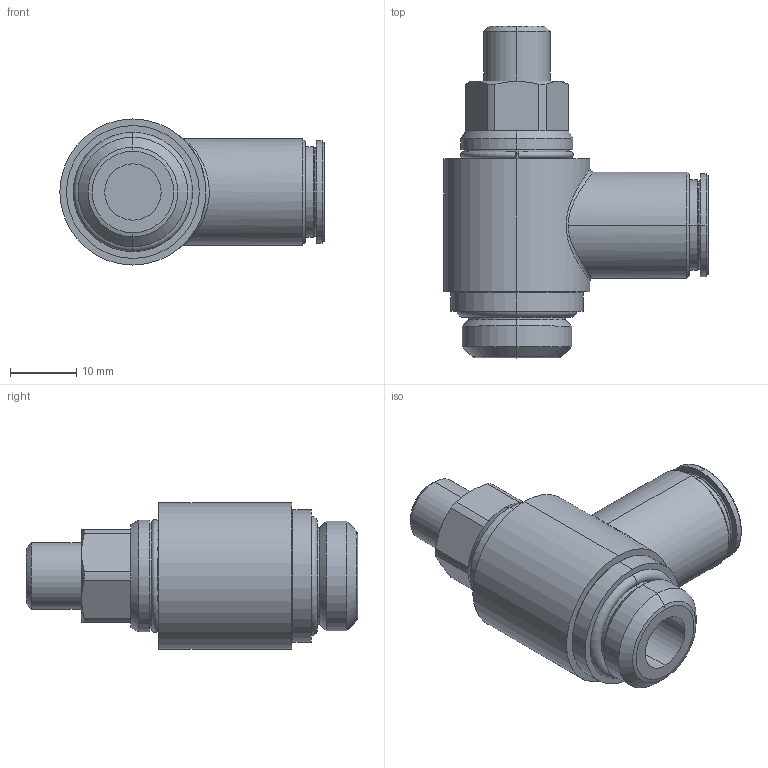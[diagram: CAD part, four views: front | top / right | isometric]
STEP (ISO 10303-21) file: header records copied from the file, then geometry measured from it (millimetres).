
FILE_DESCRIPTION (( 'STEP AP203' ), '1' );
FILE_NAME ('X4080C53.STEP', '2011-10-26T14:39:44', ( 'SP' ), ( 'sopra-pneumatic' ), 'SwSTEP 2.0', 'SolidWorks 2011', '' );
FILE_SCHEMA (( 'CONFIG_CONTROL_DESIGN' ));
Length unit declared in the file: millimetre
Products named in the file (1): X4080C53
Bounding box: 39.8 x 50 x 22 mm (x, y, z)
Volume: 14427.6 mm3; surface area: 5411.9 mm2
Topology: 1 solids, 3 shells, 122 faces, 275 edges, 169 vertices
Faces by surface type: plane 48, cylinder 41, cone 24, torus 7, bspline 2
Entity records: 4020 total; most frequent: CARTESIAN_POINT 1186, DIRECTION 615, ORIENTED_EDGE 546, EDGE_CURVE 273, AXIS2_PLACEMENT_3D 252, VERTEX_POINT 169, EDGE_LOOP 134, CIRCLE 131
